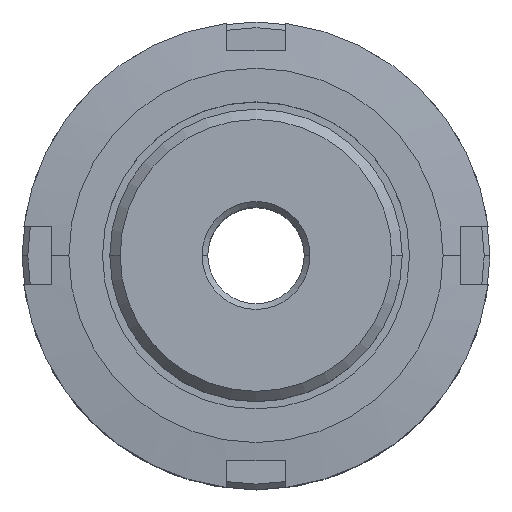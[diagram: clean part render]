
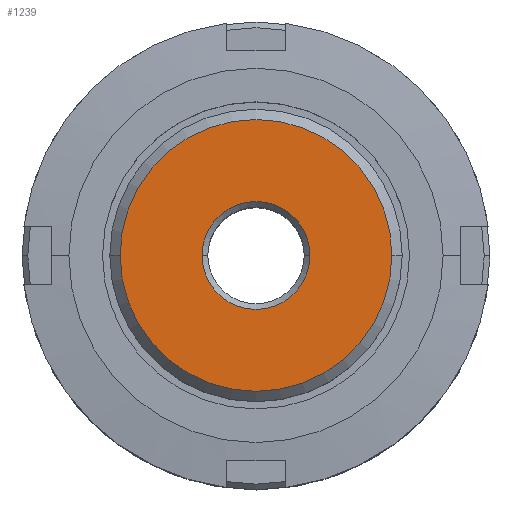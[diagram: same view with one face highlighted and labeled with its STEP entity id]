
A CAD part, top view. The second image highlights one B-rep face of the part: STEP entity #1239.
In plain terms, the highlighted planar face has unit normal (0, 0, 1).
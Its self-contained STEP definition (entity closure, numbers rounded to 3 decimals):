
#653=EDGE_CURVE('',#1195,#1181,#1605,.T.);
#691=EDGE_CURVE('',#875,#1231,#1650,.T.);
#773=EDGE_CURVE('',#1231,#875,#1741,.T.);
#875=VERTEX_POINT('',#1853);
#997=EDGE_CURVE('',#1181,#1195,#1995,.T.);
#1181=VERTEX_POINT('',#2195);
#1195=VERTEX_POINT('',#2212);
#1231=VERTEX_POINT('',#2253);
#1239=ADVANCED_FACE('',(#2262,#2263),#2264,.T.);
#1605=CIRCLE('',#2770,9.295);
#1650=CIRCLE('',#2855,3.69);
#1741=CIRCLE('',#2988,3.69);
#1853=CARTESIAN_POINT('',(-3.69,0.,26.0));
#1995=CIRCLE('',#3397,9.295);
#2195=CARTESIAN_POINT('',(9.295,0.,26.0));
#2212=CARTESIAN_POINT('',(-9.295,0.,26.0));
#2253=CARTESIAN_POINT('',(3.69,0.,26.0));
#2262=FACE_OUTER_BOUND('',#3814,.T.);
#2263=FACE_BOUND('',#3815,.T.);
#2264=PLANE('',#3816);
#2770=AXIS2_PLACEMENT_3D('',#4292,#4293,#4294);
#2855=AXIS2_PLACEMENT_3D('',#4352,#4353,#4354);
#2988=AXIS2_PLACEMENT_3D('',#4467,#4468,#4469);
#3397=AXIS2_PLACEMENT_3D('',#4819,#4820,#4821);
#3814=EDGE_LOOP('',(#5112,#5113));
#3815=EDGE_LOOP('',(#5114,#5115));
#3816=AXIS2_PLACEMENT_3D('',#5116,#5117,#5118);
#4292=CARTESIAN_POINT('',(0.0,0.,26.0));
#4293=DIRECTION('',(0.0,0.,-1.0));
#4294=DIRECTION('',(1.0,0.0,0.0));
#4352=CARTESIAN_POINT('',(0.0,0.,26.0));
#4353=DIRECTION('',(0.0,0.,-1.0));
#4354=DIRECTION('',(1.0,0.0,0.0));
#4467=CARTESIAN_POINT('',(0.0,0.,26.0));
#4468=DIRECTION('',(0.0,0.,-1.0));
#4469=DIRECTION('',(1.0,0.0,0.0));
#4819=CARTESIAN_POINT('',(0.0,0.,26.0));
#4820=DIRECTION('',(0.0,0.,-1.0));
#4821=DIRECTION('',(1.0,0.0,0.0));
#5112=ORIENTED_EDGE('',*,*,#997,.F.);
#5113=ORIENTED_EDGE('',*,*,#653,.F.);
#5114=ORIENTED_EDGE('',*,*,#773,.T.);
#5115=ORIENTED_EDGE('',*,*,#691,.T.);
#5116=CARTESIAN_POINT('',(6.493,0.,26.0));
#5117=DIRECTION('',(0.0,0.,1.0));
#5118=DIRECTION('',(-1.0,0.0,-0.0));
